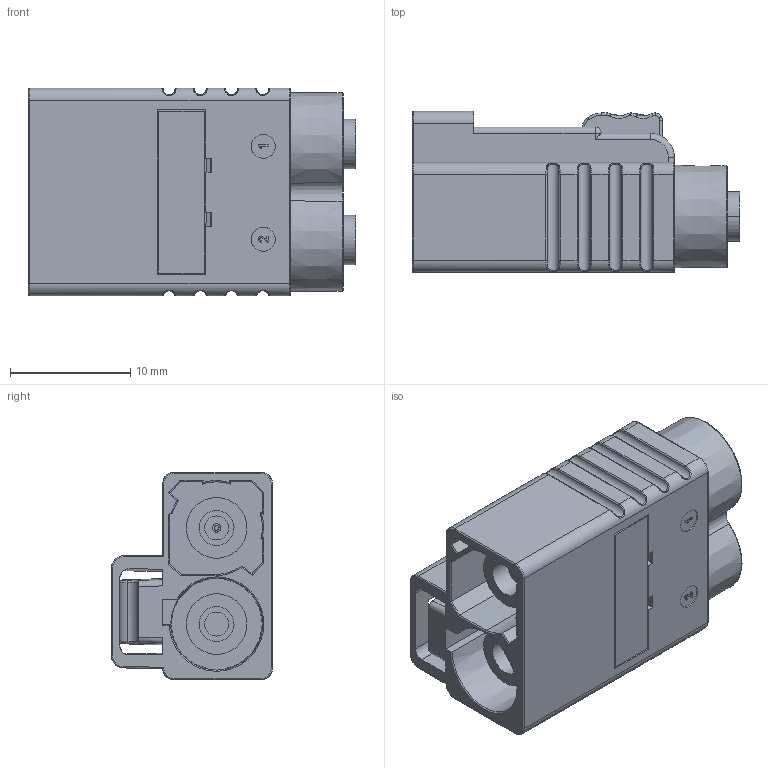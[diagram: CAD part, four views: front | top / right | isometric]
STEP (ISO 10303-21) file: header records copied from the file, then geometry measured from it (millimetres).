
FILE_DESCRIPTION(/* description */ (''),/* implementation_level */ '2;1');
FILE_NAME(/* name */ 'FK2-Z-SF-117-C.stp',/* time_stamp */ '2025-02-06T15:49:32+08:00',/* author */ (''),/* organization */ (''),/* preprocessor_version */ 'ST-DEVELOPER v16.7',/* originating_system */ 'SIEMENS PLM Software NX 12.0',/* authorisation */ '');
FILE_SCHEMA (('AUTOMOTIVE_DESIGN { 1 0 10303 214 3 1 1 1 }'));
Length unit declared in the file: millimetre
Products named in the file (1): 3
Bounding box: 27.22 x 13.4 x 17.3 mm (x, y, z)
Volume: 3037.6 mm3; surface area: 4325.6 mm2
Topology: 1 solids, 4 shells, 1291 faces, 3312 edges, 2121 vertices
Faces by surface type: plane 703, cylinder 262, extrusion 184, bspline 76, torus 38, cone 26, sphere 2
Full cylindrical faces by diameter (mm): 2 x2, 2.9 x2, 3 x2, 5.05 x2, 6.8 x2
Entity records: 47367 total; most frequent: CARTESIAN_POINT 16752, ORIENTED_EDGE 6590, DIRECTION 5881, EDGE_CURVE 3295, VERTEX_POINT 2116, AXIS2_PLACEMENT_3D 2026, VECTOR 1829, LINE 1645
